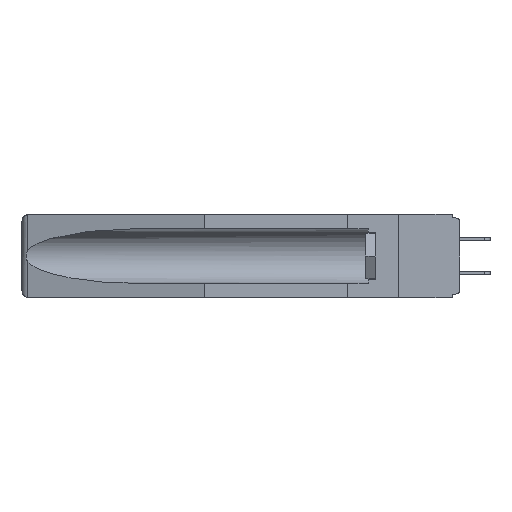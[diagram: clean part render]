
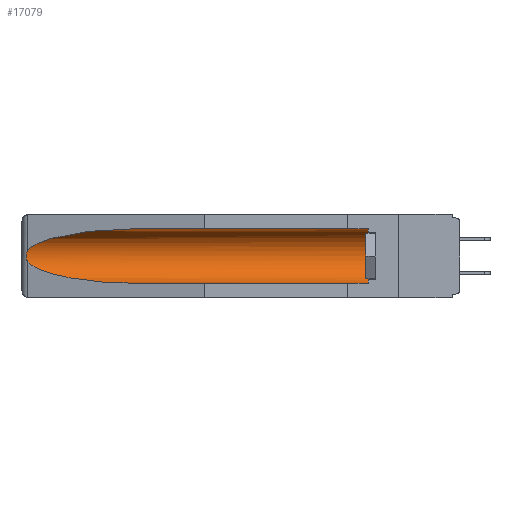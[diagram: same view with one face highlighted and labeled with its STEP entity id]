
A CAD part, left-side view. The second image highlights one B-rep face of the part: STEP entity #17079.
In plain terms, the highlighted cylindrical face has radius 2.857 mm (diameter 5.715 mm), a partial arc.
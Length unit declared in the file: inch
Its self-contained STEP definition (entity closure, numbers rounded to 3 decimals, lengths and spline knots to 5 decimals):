
#266 = AXIS2_PLACEMENT_3D ( 'NONE', #1843, #4992, #11546 ) ;
#789 = CARTESIAN_POINT ( 'NONE',  ( 0.26537, 1.52718, -0.14972 ) ) ;
#1154 =( BOUNDED_CURVE ( )  B_SPLINE_CURVE ( 3, ( #2965, #9492, #11114, #15969 ),
 .UNSPECIFIED., .F., .F. ) 
 B_SPLINE_CURVE_WITH_KNOTS ( ( 4, 4 ),
 ( 4.71239, 6.08839 ),
 .UNSPECIFIED. ) 
 CURVE ( )  GEOMETRIC_REPRESENTATION_ITEM ( )  RATIONAL_B_SPLINE_CURVE ( ( 1., 0.848, 0.848, 1. ) ) 
 REPRESENTATION_ITEM ( '' )  );
#1353 = CARTESIAN_POINT ( 'NONE',  ( 0.26655, 1.53094, -0.18657 ) ) ;
#1475 = VERTEX_POINT ( 'NONE', #11650 ) ;
#1656 = LINE ( 'NONE', #15566, #17274 ) ;
#1735 = FACE_OUTER_BOUND ( 'NONE', #11130, .T. ) ;
#1841 = CARTESIAN_POINT ( 'NONE',  ( 0.2675, 1.53308, -0.17534 ) ) ;
#1843 = CARTESIAN_POINT ( 'NONE',  ( 0.155, -0.30754, -0.1715 ) ) ;
#2133 = EDGE_CURVE ( 'NONE', #1475, #3444, #16066, .T. ) ;
#2549 = EDGE_CURVE ( 'NONE', #3444, #17387, #4800, .T. ) ;
#2613 = ORIENTED_EDGE ( 'NONE', *, *, #13588, .T. ) ;
#2783 = CARTESIAN_POINT ( 'NONE',  ( 0.155, 0.126, -0.1715 ) ) ;
#2965 = CARTESIAN_POINT ( 'NONE',  ( 0.155, 1.07973, -0.059 ) ) ;
#3128 = CARTESIAN_POINT ( 'NONE',  ( 0.155, 1.07973, -0.284 ) ) ;
#3444 = VERTEX_POINT ( 'NONE', #11076 ) ;
#4800 = LINE ( 'NONE', #15410, #17152 ) ;
#4992 = DIRECTION ( 'NONE',  ( 0., 1., 0. ) ) ;
#5301 = ORIENTED_EDGE ( 'NONE', *, *, #6620, .T. ) ;
#5614 = EDGE_CURVE ( 'NONE', #20825, #9034, #13144, .T. ) ;
#6135 = CARTESIAN_POINT ( 'NONE',  ( 0.155, 1.07973, -0.059 ) ) ;
#6470 = ORIENTED_EDGE ( 'NONE', *, *, #19483, .F. ) ;
#6620 = EDGE_CURVE ( 'NONE', #14358, #20825, #8114, .T. ) ;
#6887 = CARTESIAN_POINT ( 'NONE',  ( 0.155, 1.07973, -0.284 ) ) ;
#7917 = CARTESIAN_POINT ( 'NONE',  ( 0.25451, 1.48313, -0.24835 ) ) ;
#8004 = CARTESIAN_POINT ( 'NONE',  ( 0.26597, 1.5296, -0.19026 ) ) ;
#8114 = B_SPLINE_CURVE_WITH_KNOTS ( 'NONE', 3,
 ( #11177, #14475, #15957, #9552, #12589, #1841, #12851, #1353, #8004, #14412 ),
 .UNSPECIFIED., .F., .F.,
 ( 4, 2, 2, 2, 4 ),
 ( 0., 0.00029, 0.00058, 0.00087, 0.00117 ),
 .UNSPECIFIED. ) ;
#8392 = AXIS2_PLACEMENT_3D ( 'NONE', #2783, #14036, #15515 ) ;
#9034 = VERTEX_POINT ( 'NONE', #6887 ) ;
#9492 = CARTESIAN_POINT ( 'NONE',  ( 0.21114, 1.30732, -0.059 ) ) ;
#9552 = CARTESIAN_POINT ( 'NONE',  ( 0.2673, 1.5327, -0.16383 ) ) ;
#10655 = DIRECTION ( 'NONE',  ( 0., 1., 0. ) ) ;
#10992 = ORIENTED_EDGE ( 'NONE', *, *, #2549, .T. ) ;
#11076 = CARTESIAN_POINT ( 'NONE',  ( 0.155, 0.126, -0.059 ) ) ;
#11114 = CARTESIAN_POINT ( 'NONE',  ( 0.25451, 1.48313, -0.09465 ) ) ;
#11130 = EDGE_LOOP ( 'NONE', ( #2613, #5301, #16819, #6470, #20624, #10992 ) ) ;
#11177 = CARTESIAN_POINT ( 'NONE',  ( 0.26537, 1.52718, -0.14972 ) ) ;
#11546 = DIRECTION ( 'NONE',  ( 0., 0., 1. ) ) ;
#11650 = CARTESIAN_POINT ( 'NONE',  ( 0.155, 0.126, -0.284 ) ) ;
#12589 = CARTESIAN_POINT ( 'NONE',  ( 0.2675, 1.53308, -0.16763 ) ) ;
#12693 = CARTESIAN_POINT ( 'NONE',  ( 0.26537, 1.52718, -0.19328 ) ) ;
#12851 = CARTESIAN_POINT ( 'NONE',  ( 0.2673, 1.53269, -0.17917 ) ) ;
#13051 = CYLINDRICAL_SURFACE ( 'NONE', #266, 0.1125 ) ;
#13144 =( BOUNDED_CURVE ( )  B_SPLINE_CURVE ( 3, ( #12693, #7917, #15931, #3128 ),
 .UNSPECIFIED., .F., .F. ) 
 B_SPLINE_CURVE_WITH_KNOTS ( ( 4, 4 ),
 ( 0.1948, 1.5708 ),
 .UNSPECIFIED. ) 
 CURVE ( )  GEOMETRIC_REPRESENTATION_ITEM ( )  RATIONAL_B_SPLINE_CURVE ( ( 1., 0.848, 0.848, 1. ) ) 
 REPRESENTATION_ITEM ( '' )  );
#13408 = CARTESIAN_POINT ( 'NONE',  ( 0.26537, 1.52718, -0.19328 ) ) ;
#13588 = EDGE_CURVE ( 'NONE', #17387, #14358, #1154, .T. ) ;
#14036 = DIRECTION ( 'NONE',  ( 0., -1., 0. ) ) ;
#14358 = VERTEX_POINT ( 'NONE', #789 ) ;
#14412 = CARTESIAN_POINT ( 'NONE',  ( 0.26537, 1.52718, -0.19328 ) ) ;
#14475 = CARTESIAN_POINT ( 'NONE',  ( 0.26597, 1.52961, -0.15275 ) ) ;
#15410 = CARTESIAN_POINT ( 'NONE',  ( 0.155, -0.30754, -0.059 ) ) ;
#15515 = DIRECTION ( 'NONE',  ( 0., 0., 1. ) ) ;
#15566 = CARTESIAN_POINT ( 'NONE',  ( 0.155, -0.30754, -0.284 ) ) ;
#15931 = CARTESIAN_POINT ( 'NONE',  ( 0.21114, 1.30732, -0.284 ) ) ;
#15957 = CARTESIAN_POINT ( 'NONE',  ( 0.26654, 1.53092, -0.15636 ) ) ;
#15969 = CARTESIAN_POINT ( 'NONE',  ( 0.26537, 1.52718, -0.14972 ) ) ;
#16066 = CIRCLE ( 'NONE', #8392, 0.1125 ) ;
#16819 = ORIENTED_EDGE ( 'NONE', *, *, #5614, .T. ) ;
#17079 = ADVANCED_FACE ( 'NONE', ( #1735 ), #13051, .F. ) ;
#17152 = VECTOR ( 'NONE', #10655, 39.37008 ) ;
#17274 = VECTOR ( 'NONE', #19847, 39.37008 ) ;
#17387 = VERTEX_POINT ( 'NONE', #6135 ) ;
#19483 = EDGE_CURVE ( 'NONE', #1475, #9034, #1656, .T. ) ;
#19847 = DIRECTION ( 'NONE',  ( 0., 1., 0. ) ) ;
#20624 = ORIENTED_EDGE ( 'NONE', *, *, #2133, .T. ) ;
#20825 = VERTEX_POINT ( 'NONE', #13408 ) ;
